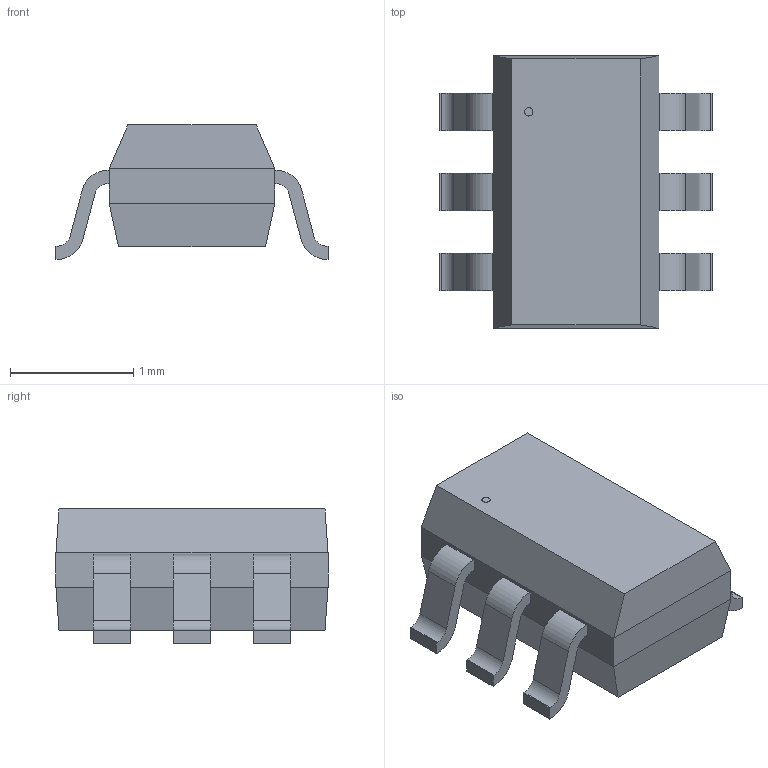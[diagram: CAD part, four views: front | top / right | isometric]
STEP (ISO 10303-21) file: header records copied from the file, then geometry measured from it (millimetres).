
FILE_DESCRIPTION(('CAx-IF Rec.Pracs.---Model Styling and Organization---1.5---2016-08-15','CAx-IF Rec.Pracs.---Geometric and Assembly Validation Properties---4.4---2016-08-17','CAx-IF Rec.Pracs.---User Defined Attributes---1.5---2016-08-15','CAx-IF Rec.Pracs.---External References---2.1---2005-01-19'),'2;1');
FILE_NAME('SOT-363_TSSOP-6_2.0x1.25mm.step','2020-07-18T22:29:05',('Unspecified'),('Unspecified'),'CAD Exchanger 3.8.1 (cadexchanger.com)','Unspecified','');
FILE_SCHEMA(('AUTOMOTIVE_DESIGN { 1 0 10303 214 1 1 1 1 }'));
Length unit declared in the file: millimetre
Products named in the file (1): product
Bounding box: 2.21 x 2.21 x 1.09 mm (x, y, z)
Volume: 2.9 mm3; surface area: 16.4 mm2
Topology: 8 solids, 8 shells, 101 faces, 247 edges, 162 vertices
Faces by surface type: plane 76, cylinder 25
Full cylindrical faces by diameter (mm): 0.067 x1
Entity records: 3751 total; most frequent: CARTESIAN_POINT 512, DIRECTION 500, ORIENTED_EDGE 494, EDGE_CURVE 247, LINE 196, VECTOR 196, VERTEX_POINT 162, AXIS2_PLACEMENT_3D 152
